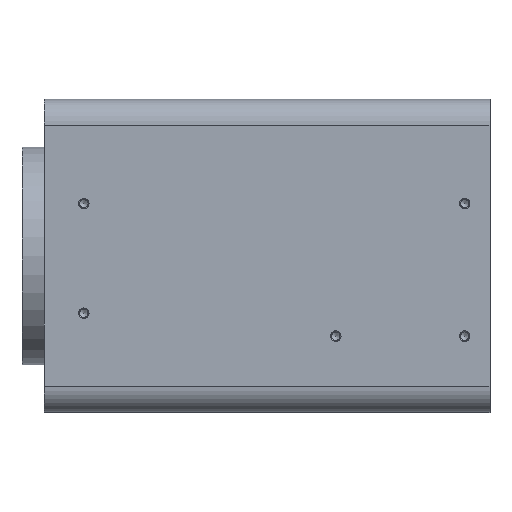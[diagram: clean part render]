
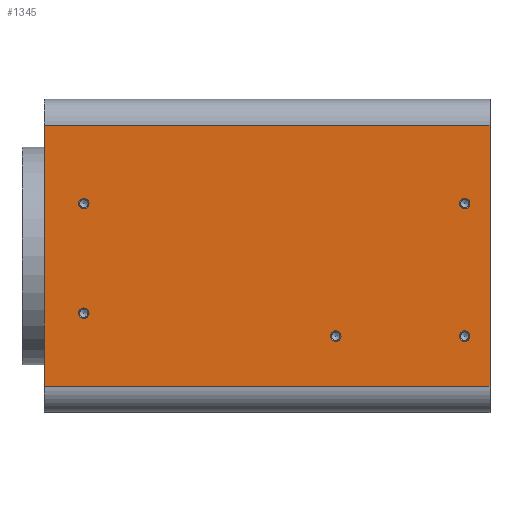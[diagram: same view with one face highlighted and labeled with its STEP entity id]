
A CAD part, top view. The second image highlights one B-rep face of the part: STEP entity #1345.
In plain terms, the highlighted planar face has unit normal (0, 0, 1).
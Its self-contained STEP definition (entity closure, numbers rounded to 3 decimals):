
#104=FACE_BOUND('',#211,.T.);
#105=FACE_BOUND('',#212,.T.);
#106=FACE_BOUND('',#213,.T.);
#107=FACE_BOUND('',#214,.T.);
#108=FACE_BOUND('',#215,.T.);
#114=FACE_OUTER_BOUND('',#210,.T.);
#210=EDGE_LOOP('',(#973,#974,#975,#976));
#211=EDGE_LOOP('',(#977));
#212=EDGE_LOOP('',(#978));
#213=EDGE_LOOP('',(#979));
#214=EDGE_LOOP('',(#980));
#215=EDGE_LOOP('',(#981));
#314=CIRCLE('',#1470,1.);
#315=CIRCLE('',#1471,1.);
#316=CIRCLE('',#1472,1.);
#317=CIRCLE('',#1473,1.);
#318=CIRCLE('',#1474,1.);
#410=LINE('',#2129,#493);
#421=LINE('',#2195,#504);
#422=LINE('',#2198,#505);
#423=LINE('',#2199,#506);
#493=VECTOR('',#1646,1.);
#504=VECTOR('',#1711,1.);
#505=VECTOR('',#1716,1.);
#506=VECTOR('',#1717,1.);
#578=VERTEX_POINT('',#2126);
#579=VERTEX_POINT('',#2128);
#606=VERTEX_POINT('',#2192);
#607=VERTEX_POINT('',#2194);
#608=VERTEX_POINT('',#2200);
#609=VERTEX_POINT('',#2202);
#610=VERTEX_POINT('',#2204);
#611=VERTEX_POINT('',#2206);
#612=VERTEX_POINT('',#2208);
#728=EDGE_CURVE('',#579,#578,#410,.T.);
#762=EDGE_CURVE('',#607,#606,#421,.T.);
#764=EDGE_CURVE('',#578,#607,#422,.T.);
#765=EDGE_CURVE('',#606,#579,#423,.T.);
#766=EDGE_CURVE('',#608,#608,#314,.T.);
#767=EDGE_CURVE('',#609,#609,#315,.T.);
#768=EDGE_CURVE('',#610,#610,#316,.T.);
#769=EDGE_CURVE('',#611,#611,#317,.T.);
#770=EDGE_CURVE('',#612,#612,#318,.T.);
#973=ORIENTED_EDGE('',*,*,#728,.T.);
#974=ORIENTED_EDGE('',*,*,#764,.T.);
#975=ORIENTED_EDGE('',*,*,#762,.T.);
#976=ORIENTED_EDGE('',*,*,#765,.T.);
#977=ORIENTED_EDGE('',*,*,#766,.T.);
#978=ORIENTED_EDGE('',*,*,#767,.T.);
#979=ORIENTED_EDGE('',*,*,#768,.T.);
#980=ORIENTED_EDGE('',*,*,#769,.T.);
#981=ORIENTED_EDGE('',*,*,#770,.T.);
#1338=PLANE('',#1469);
#1345=ADVANCED_FACE('',(#114,#104,#105,#106,#107,#108),#1338,.T.);
#1469=AXIS2_PLACEMENT_3D('',#2197,#1714,#1715);
#1470=AXIS2_PLACEMENT_3D('',#2201,#1718,#1719);
#1471=AXIS2_PLACEMENT_3D('',#2203,#1720,#1721);
#1472=AXIS2_PLACEMENT_3D('',#2205,#1722,#1723);
#1473=AXIS2_PLACEMENT_3D('',#2207,#1724,#1725);
#1474=AXIS2_PLACEMENT_3D('',#2209,#1726,#1727);
#1646=DIRECTION('',(0.,-1.,0.));
#1711=DIRECTION('',(0.,1.,0.));
#1714=DIRECTION('center_axis',(0.,0.,1.));
#1715=DIRECTION('ref_axis',(-1.,0.,0.));
#1716=DIRECTION('',(1.,0.,0.));
#1717=DIRECTION('',(-1.,0.,0.));
#1718=DIRECTION('center_axis',(0.,0.,-1.));
#1719=DIRECTION('ref_axis',(1.,0.,0.));
#1720=DIRECTION('center_axis',(0.,0.,-1.));
#1721=DIRECTION('ref_axis',(1.,0.,0.));
#1722=DIRECTION('center_axis',(0.,0.,-1.));
#1723=DIRECTION('ref_axis',(1.,0.,0.));
#1724=DIRECTION('center_axis',(0.,0.,-1.));
#1725=DIRECTION('ref_axis',(1.,0.,0.));
#1726=DIRECTION('center_axis',(0.,0.,-1.));
#1727=DIRECTION('ref_axis',(1.,0.,0.));
#2126=CARTESIAN_POINT('',(-3195.326,-29.755,-91.092));
#2128=CARTESIAN_POINT('',(-3195.326,20.245,-91.092));
#2129=CARTESIAN_POINT('',(-3195.326,-4.755,-91.092));
#2192=CARTESIAN_POINT('',(-3109.926,20.245,-91.092));
#2194=CARTESIAN_POINT('',(-3109.926,-29.755,-91.092));
#2195=CARTESIAN_POINT('',(-3109.926,-4.755,-91.092));
#2197=CARTESIAN_POINT('Origin',(-3105.326,-4.755,-91.092));
#2198=CARTESIAN_POINT('',(-3105.326,-29.755,-91.092));
#2199=CARTESIAN_POINT('',(-3105.326,20.245,-91.092));
#2200=CARTESIAN_POINT('',(-3113.776,-20.155,-91.092));
#2201=CARTESIAN_POINT('Origin',(-3114.776,-20.155,-91.092));
#2202=CARTESIAN_POINT('',(-3113.776,5.245,-91.092));
#2203=CARTESIAN_POINT('Origin',(-3114.776,5.245,-91.092));
#2204=CARTESIAN_POINT('',(-3186.776,5.245,-91.092));
#2205=CARTESIAN_POINT('Origin',(-3187.776,5.245,-91.092));
#2206=CARTESIAN_POINT('',(-3186.776,-15.755,-91.092));
#2207=CARTESIAN_POINT('Origin',(-3187.776,-15.755,-91.092));
#2208=CARTESIAN_POINT('',(-3138.476,-20.155,-91.092));
#2209=CARTESIAN_POINT('Origin',(-3139.476,-20.155,-91.092));
